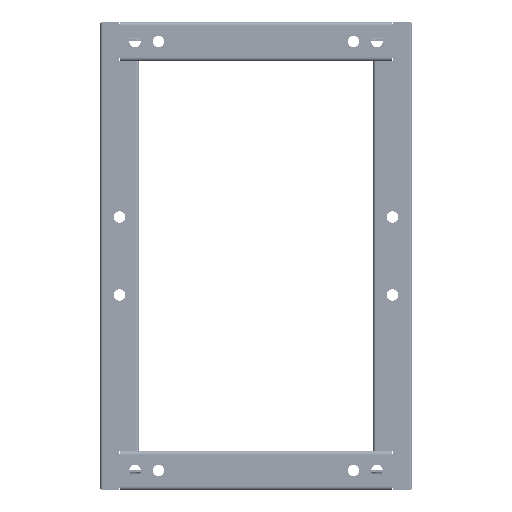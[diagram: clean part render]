
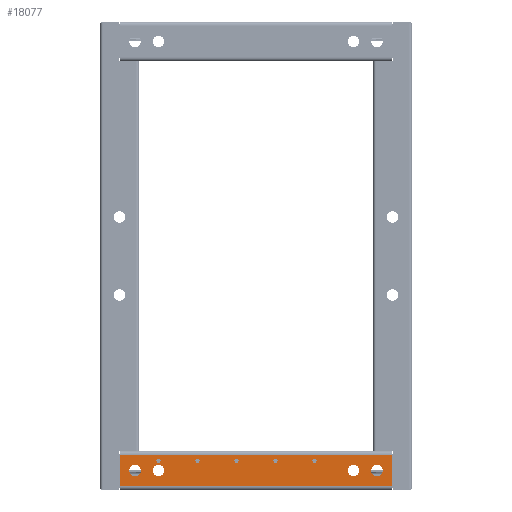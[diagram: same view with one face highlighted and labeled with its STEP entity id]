
A CAD part, front view. The second image highlights one B-rep face of the part: STEP entity #18077.
In plain terms, the highlighted planar face has unit normal (0, -1, 0).
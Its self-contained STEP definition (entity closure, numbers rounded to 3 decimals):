
#18077=ADVANCED_FACE('',(#40352,#40353,#40354,#40355,#40356,#40357,#40358,#40359,#40360,#40361),#40362,.T.);
#40352=FACE_BOUND('',#63038,.T.);
#40353=FACE_BOUND('',#63039,.T.);
#40354=FACE_BOUND('',#63040,.T.);
#40355=FACE_BOUND('',#63041,.T.);
#40356=FACE_BOUND('',#63042,.T.);
#40357=FACE_BOUND('',#63043,.T.);
#40358=FACE_BOUND('',#63044,.T.);
#40359=FACE_BOUND('',#63045,.T.);
#40360=FACE_BOUND('',#63046,.T.);
#40361=FACE_OUTER_BOUND('',#63047,.T.);
#40362=PLANE('',#63048);
#63038=EDGE_LOOP('',(#120295,#120296));
#63039=EDGE_LOOP('',(#120297,#120298));
#63040=EDGE_LOOP('',(#120299,#120300));
#63041=EDGE_LOOP('',(#120301,#120302));
#63042=EDGE_LOOP('',(#120303,#120304));
#63043=EDGE_LOOP('',(#120305,#120306));
#63044=EDGE_LOOP('',(#120307,#120308));
#63045=EDGE_LOOP('',(#120309,#120310));
#63046=EDGE_LOOP('',(#120311,#120312));
#63047=EDGE_LOOP('',(#120313,#120314,#120315,#120316));
#63048=AXIS2_PLACEMENT_3D('',#120317,#120318,#120319);
#120295=ORIENTED_EDGE('',*,*,#145977,.T.);
#120296=ORIENTED_EDGE('',*,*,#146052,.T.);
#120297=ORIENTED_EDGE('',*,*,#145982,.T.);
#120298=ORIENTED_EDGE('',*,*,#146049,.T.);
#120299=ORIENTED_EDGE('',*,*,#145987,.T.);
#120300=ORIENTED_EDGE('',*,*,#146046,.T.);
#120301=ORIENTED_EDGE('',*,*,#145992,.T.);
#120302=ORIENTED_EDGE('',*,*,#146043,.T.);
#120303=ORIENTED_EDGE('',*,*,#145997,.T.);
#120304=ORIENTED_EDGE('',*,*,#146040,.T.);
#120305=ORIENTED_EDGE('',*,*,#146002,.T.);
#120306=ORIENTED_EDGE('',*,*,#146037,.T.);
#120307=ORIENTED_EDGE('',*,*,#146007,.T.);
#120308=ORIENTED_EDGE('',*,*,#146034,.T.);
#120309=ORIENTED_EDGE('',*,*,#146012,.T.);
#120310=ORIENTED_EDGE('',*,*,#146031,.T.);
#120311=ORIENTED_EDGE('',*,*,#146017,.T.);
#120312=ORIENTED_EDGE('',*,*,#146028,.T.);
#120313=ORIENTED_EDGE('',*,*,#146159,.T.);
#120314=ORIENTED_EDGE('',*,*,#146157,.F.);
#120315=ORIENTED_EDGE('',*,*,#146160,.F.);
#120316=ORIENTED_EDGE('',*,*,#146161,.T.);
#120317=CARTESIAN_POINT('',(25.5,0.0,25.0));
#120318=DIRECTION('',(0.0,-1.0,0.0));
#120319=DIRECTION('',(0.0,0.0,-1.0));
#145977=EDGE_CURVE('',#180595,#180599,#180601,.T.);
#145982=EDGE_CURVE('',#180604,#180608,#180610,.T.);
#145987=EDGE_CURVE('',#180613,#180617,#180619,.T.);
#145992=EDGE_CURVE('',#180622,#180626,#180628,.T.);
#145997=EDGE_CURVE('',#180631,#180635,#180637,.T.);
#146002=EDGE_CURVE('',#180640,#180644,#180646,.T.);
#146007=EDGE_CURVE('',#180649,#180653,#180655,.T.);
#146012=EDGE_CURVE('',#180658,#180662,#180664,.T.);
#146017=EDGE_CURVE('',#180667,#180671,#180673,.T.);
#146028=EDGE_CURVE('',#180671,#180667,#180686,.T.);
#146031=EDGE_CURVE('',#180662,#180658,#180689,.T.);
#146034=EDGE_CURVE('',#180653,#180649,#180692,.T.);
#146037=EDGE_CURVE('',#180644,#180640,#180695,.T.);
#146040=EDGE_CURVE('',#180635,#180631,#180698,.T.);
#146043=EDGE_CURVE('',#180626,#180622,#180701,.T.);
#146046=EDGE_CURVE('',#180617,#180613,#180704,.T.);
#146049=EDGE_CURVE('',#180608,#180604,#180707,.T.);
#146052=EDGE_CURVE('',#180599,#180595,#180710,.T.);
#146157=EDGE_CURVE('',#180841,#180839,#180843,.T.);
#146159=EDGE_CURVE('',#180845,#180839,#180846,.T.);
#146160=EDGE_CURVE('',#180847,#180841,#180848,.T.);
#146161=EDGE_CURVE('',#180847,#180845,#180849,.T.);
#180595=VERTEX_POINT('',#223849);
#180599=VERTEX_POINT('',#223854);
#180601=CIRCLE('',#223857,2.7);
#180604=VERTEX_POINT('',#223860);
#180608=VERTEX_POINT('',#223865);
#180610=CIRCLE('',#223868,2.7);
#180613=VERTEX_POINT('',#223871);
#180617=VERTEX_POINT('',#223876);
#180619=CIRCLE('',#223879,2.7);
#180622=VERTEX_POINT('',#223882);
#180626=VERTEX_POINT('',#223887);
#180628=CIRCLE('',#223890,2.7);
#180631=VERTEX_POINT('',#223893);
#180635=VERTEX_POINT('',#223898);
#180637=CIRCLE('',#223901,2.7);
#180640=VERTEX_POINT('',#223904);
#180644=VERTEX_POINT('',#223909);
#180646=CIRCLE('',#223912,7.4);
#180649=VERTEX_POINT('',#223915);
#180653=VERTEX_POINT('',#223920);
#180655=CIRCLE('',#223923,7.4);
#180658=VERTEX_POINT('',#223926);
#180662=VERTEX_POINT('',#223931);
#180664=CIRCLE('',#223934,7.4);
#180667=VERTEX_POINT('',#223937);
#180671=VERTEX_POINT('',#223942);
#180673=CIRCLE('',#223945,7.4);
#180686=CIRCLE('',#223963,7.4);
#180689=CIRCLE('',#223966,7.4);
#180692=CIRCLE('',#223969,7.4);
#180695=CIRCLE('',#223972,7.4);
#180698=CIRCLE('',#223975,2.7);
#180701=CIRCLE('',#223978,2.7);
#180704=CIRCLE('',#223981,2.7);
#180707=CIRCLE('',#223984,2.7);
#180710=CIRCLE('',#223987,2.7);
#180839=VERTEX_POINT('',#224187);
#180841=VERTEX_POINT('',#224189);
#180843=LINE('',#224191,#224192);
#180845=VERTEX_POINT('',#224194);
#180846=LINE('',#224195,#224196);
#180847=VERTEX_POINT('',#224197);
#180848=LINE('',#224198,#224199);
#180849=LINE('',#224200,#224201);
#223849=CARTESIAN_POINT('',(277.7,0.0,37.5));
#223854=CARTESIAN_POINT('',(272.3,0.0,37.5));
#223857=AXIS2_PLACEMENT_3D('',#261813,#261814,#261815);
#223860=CARTESIAN_POINT('',(227.7,0.0,37.5));
#223865=CARTESIAN_POINT('',(222.3,0.0,37.5));
#223868=AXIS2_PLACEMENT_3D('',#261821,#261822,#261823);
#223871=CARTESIAN_POINT('',(177.7,0.0,37.5));
#223876=CARTESIAN_POINT('',(172.3,0.0,37.5));
#223879=AXIS2_PLACEMENT_3D('',#261829,#261830,#261831);
#223882=CARTESIAN_POINT('',(127.7,0.0,37.5));
#223887=CARTESIAN_POINT('',(122.3,0.0,37.5));
#223890=AXIS2_PLACEMENT_3D('',#261837,#261838,#261839);
#223893=CARTESIAN_POINT('',(77.7,0.0,37.5));
#223898=CARTESIAN_POINT('',(72.3,0.0,37.5));
#223901=AXIS2_PLACEMENT_3D('',#261845,#261846,#261847);
#223904=CARTESIAN_POINT('',(52.4,0.0,24.91));
#223909=CARTESIAN_POINT('',(37.6,0.0,24.91));
#223912=AXIS2_PLACEMENT_3D('',#261853,#261854,#261855);
#223915=CARTESIAN_POINT('',(82.4,0.0,24.91));
#223920=CARTESIAN_POINT('',(67.6,0.0,24.91));
#223923=AXIS2_PLACEMENT_3D('',#261861,#261862,#261863);
#223926=CARTESIAN_POINT('',(362.4,0.0,24.91));
#223931=CARTESIAN_POINT('',(347.6,0.0,24.91));
#223934=AXIS2_PLACEMENT_3D('',#261869,#261870,#261871);
#223937=CARTESIAN_POINT('',(332.4,0.0,24.91));
#223942=CARTESIAN_POINT('',(317.6,0.0,24.91));
#223945=AXIS2_PLACEMENT_3D('',#261877,#261878,#261879);
#223963=AXIS2_PLACEMENT_3D('',#261888,#261889,#261890);
#223966=AXIS2_PLACEMENT_3D('',#261894,#261895,#261896);
#223969=AXIS2_PLACEMENT_3D('',#261900,#261901,#261902);
#223972=AXIS2_PLACEMENT_3D('',#261906,#261907,#261908);
#223975=AXIS2_PLACEMENT_3D('',#261912,#261913,#261914);
#223978=AXIS2_PLACEMENT_3D('',#261918,#261919,#261920);
#223981=AXIS2_PLACEMENT_3D('',#261924,#261925,#261926);
#223984=AXIS2_PLACEMENT_3D('',#261930,#261931,#261932);
#223987=AXIS2_PLACEMENT_3D('',#261936,#261937,#261938);
#224187=CARTESIAN_POINT('',(374.5,0.0,45.5));
#224189=CARTESIAN_POINT('',(25.5,0.0,45.5));
#224191=CARTESIAN_POINT('',(25.5,0.0,45.5));
#224192=VECTOR('',#262094,1.0);
#224194=CARTESIAN_POINT('',(374.5,0.0,4.5));
#224195=CARTESIAN_POINT('',(374.5,0.0,4.5));
#224196=VECTOR('',#262095,1.0);
#224197=CARTESIAN_POINT('',(25.5,0.0,4.5));
#224198=CARTESIAN_POINT('',(25.5,0.0,4.5));
#224199=VECTOR('',#262096,1.0);
#224200=CARTESIAN_POINT('',(25.5,0.0,4.5));
#224201=VECTOR('',#262097,1.0);
#261813=CARTESIAN_POINT('',(275.0,0.0,37.5));
#261814=DIRECTION('',(-0.0,1.0,0.0));
#261815=DIRECTION('',(1.0,0.0,0.0));
#261821=CARTESIAN_POINT('',(225.0,0.0,37.5));
#261822=DIRECTION('',(-0.0,1.0,0.0));
#261823=DIRECTION('',(1.0,0.0,0.0));
#261829=CARTESIAN_POINT('',(175.0,0.0,37.5));
#261830=DIRECTION('',(-0.0,1.0,0.0));
#261831=DIRECTION('',(1.0,0.0,0.0));
#261837=CARTESIAN_POINT('',(125.0,0.0,37.5));
#261838=DIRECTION('',(-0.0,1.0,0.0));
#261839=DIRECTION('',(1.0,0.0,0.0));
#261845=CARTESIAN_POINT('',(75.0,0.0,37.5));
#261846=DIRECTION('',(-0.0,1.0,0.0));
#261847=DIRECTION('',(1.0,0.0,0.0));
#261853=CARTESIAN_POINT('',(45.0,0.0,24.91));
#261854=DIRECTION('',(-0.0,1.0,0.0));
#261855=DIRECTION('',(1.0,0.0,0.0));
#261861=CARTESIAN_POINT('',(75.0,0.0,24.91));
#261862=DIRECTION('',(-0.0,1.0,0.0));
#261863=DIRECTION('',(1.0,0.0,0.0));
#261869=CARTESIAN_POINT('',(355.0,0.0,24.91));
#261870=DIRECTION('',(-0.0,1.0,0.0));
#261871=DIRECTION('',(1.0,0.0,0.0));
#261877=CARTESIAN_POINT('',(325.0,0.0,24.91));
#261878=DIRECTION('',(-0.0,1.0,0.0));
#261879=DIRECTION('',(1.0,0.0,0.0));
#261888=CARTESIAN_POINT('',(325.0,0.0,24.91));
#261889=DIRECTION('',(-0.0,1.0,0.0));
#261890=DIRECTION('',(1.0,0.0,0.0));
#261894=CARTESIAN_POINT('',(355.0,0.0,24.91));
#261895=DIRECTION('',(-0.0,1.0,0.0));
#261896=DIRECTION('',(1.0,0.0,0.0));
#261900=CARTESIAN_POINT('',(75.0,0.0,24.91));
#261901=DIRECTION('',(-0.0,1.0,0.0));
#261902=DIRECTION('',(1.0,0.0,0.0));
#261906=CARTESIAN_POINT('',(45.0,0.0,24.91));
#261907=DIRECTION('',(-0.0,1.0,0.0));
#261908=DIRECTION('',(1.0,0.0,0.0));
#261912=CARTESIAN_POINT('',(75.0,0.0,37.5));
#261913=DIRECTION('',(-0.0,1.0,0.0));
#261914=DIRECTION('',(1.0,0.0,0.0));
#261918=CARTESIAN_POINT('',(125.0,0.0,37.5));
#261919=DIRECTION('',(-0.0,1.0,0.0));
#261920=DIRECTION('',(1.0,0.0,0.0));
#261924=CARTESIAN_POINT('',(175.0,0.0,37.5));
#261925=DIRECTION('',(-0.0,1.0,0.0));
#261926=DIRECTION('',(1.0,0.0,0.0));
#261930=CARTESIAN_POINT('',(225.0,0.0,37.5));
#261931=DIRECTION('',(-0.0,1.0,0.0));
#261932=DIRECTION('',(1.0,0.0,0.0));
#261936=CARTESIAN_POINT('',(275.0,0.0,37.5));
#261937=DIRECTION('',(-0.0,1.0,0.0));
#261938=DIRECTION('',(1.0,0.0,0.0));
#262094=DIRECTION('',(1.0,0.0,0.0));
#262095=DIRECTION('',(0.0,0.0,1.0));
#262096=DIRECTION('',(0.0,0.0,1.0));
#262097=DIRECTION('',(1.0,0.0,0.0));
